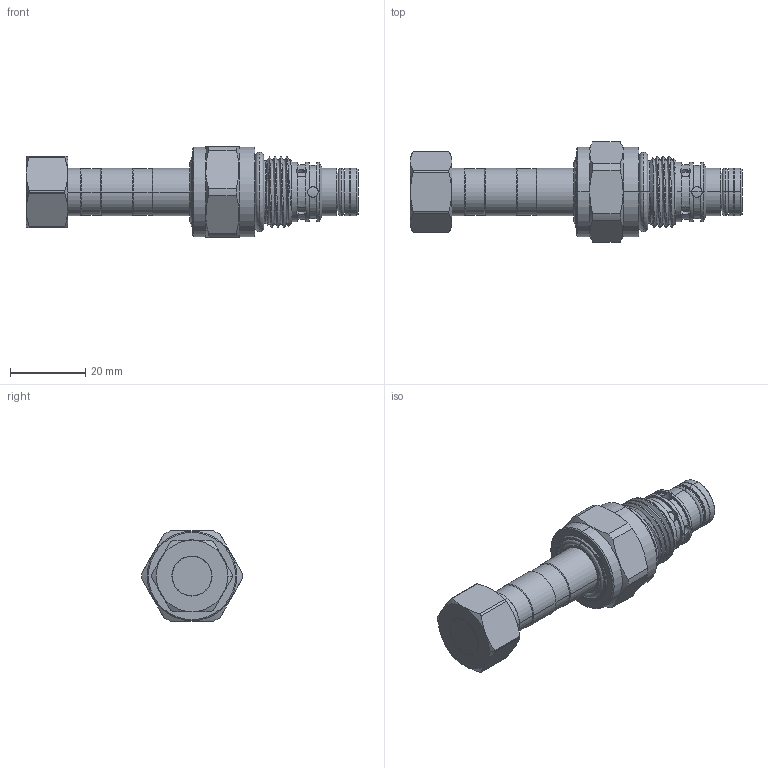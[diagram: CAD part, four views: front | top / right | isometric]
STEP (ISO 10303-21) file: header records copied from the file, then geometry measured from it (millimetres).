
FILE_DESCRIPTION (( 'STEP AP203' ), '1' );
FILE_NAME ('EP08W2A01N05-H.STEP', '2022-12-20T00:41:47', ( '' ), ( '' ), 'SwSTEP 2.0', 'SolidWorks 2018', '' );
FILE_SCHEMA (( 'CONFIG_CONTROL_DESIGN' ));
Length unit declared in the file: millimetre
Products named in the file (1): EP08W2A01N05-H
Bounding box: 88.4 x 26.66 x 24 mm (x, y, z)
Volume: 20103.6 mm3; surface area: 7509.7 mm2
Topology: 4 solids, 4 shells, 217 faces, 530 edges, 333 vertices
Faces by surface type: cylinder 102, plane 52, cone 46, torus 12, bspline 3, sphere 2
Entity records: 11874 total; most frequent: CARTESIAN_POINT 6802, ORIENTED_EDGE 1060, DIRECTION 1041, EDGE_CURVE 530, AXIS2_PLACEMENT_3D 437, VERTEX_POINT 333, EDGE_LOOP 235, CIRCLE 222
